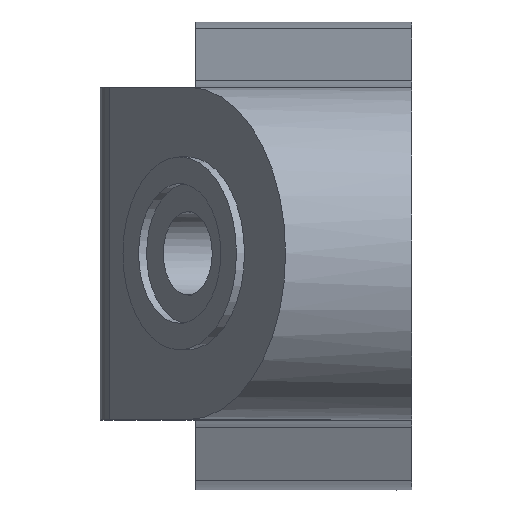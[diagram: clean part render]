
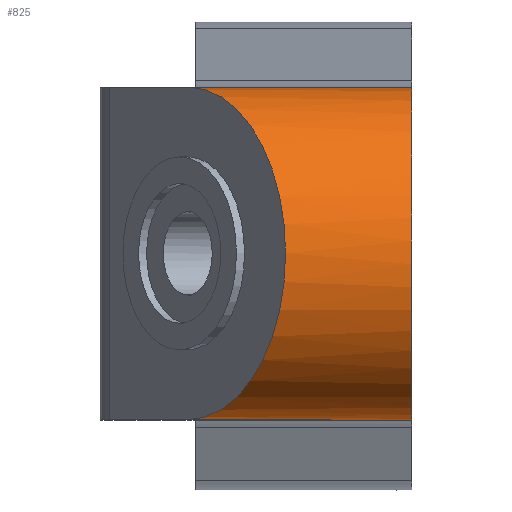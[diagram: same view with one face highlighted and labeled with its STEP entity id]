
A CAD part, top view. The second image highlights one B-rep face of the part: STEP entity #825.
In plain terms, the highlighted cylindrical face has radius 5 mm (diameter 10 mm), a partial arc.
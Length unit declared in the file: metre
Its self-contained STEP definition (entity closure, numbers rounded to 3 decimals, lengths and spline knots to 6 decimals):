
#13=ELLIPSE('',#895,0.00618,0.005);
#20=CYLINDRICAL_SURFACE('',#921,0.005);
#82=LINE('',#1382,#141);
#84=LINE('',#1388,#143);
#141=VECTOR('',#1100,1.);
#143=VECTOR('',#1106,1.);
#285=ORIENTED_EDGE('',*,*,#434,.T.);
#286=ORIENTED_EDGE('',*,*,#456,.T.);
#287=ORIENTED_EDGE('',*,*,#425,.T.);
#288=ORIENTED_EDGE('',*,*,#453,.F.);
#425=EDGE_CURVE('',#529,#532,#587,.T.);
#434=EDGE_CURVE('',#542,#541,#13,.F.);
#453=EDGE_CURVE('',#542,#532,#82,.T.);
#456=EDGE_CURVE('',#541,#529,#84,.T.);
#529=VERTEX_POINT('',#1325);
#532=VERTEX_POINT('',#1330);
#541=VERTEX_POINT('',#1349);
#542=VERTEX_POINT('',#1351);
#587=CIRCLE('',#890,0.005);
#651=EDGE_LOOP('',(#285,#286,#287,#288));
#730=FACE_BOUND('',#651,.T.);
#825=ADVANCED_FACE('',(#730),#20,.T.);
#890=AXIS2_PLACEMENT_3D('',#1331,#1047,#1048);
#895=AXIS2_PLACEMENT_3D('',#1350,#1062,#1063);
#921=AXIS2_PLACEMENT_3D('',#1404,#1130,#1131);
#1047=DIRECTION('',(0.809,0.,-0.588));
#1048=DIRECTION('',(-0.588,0.,-0.809));
#1062=DIRECTION('',(1.,0.,0.));
#1063=DIRECTION('',(0.,0.,1.));
#1100=DIRECTION('',(-0.809,0.,0.588));
#1106=DIRECTION('',(-0.809,0.,0.588));
#1130=DIRECTION('',(-0.809,0.,0.588));
#1131=DIRECTION('',(0.588,0.,0.809));
#1325=CARTESIAN_POINT('',(0.026764,0.005,0.060351));
#1330=CARTESIAN_POINT('',(0.026764,-0.005,0.060351));
#1331=CARTESIAN_POINT('',(0.026764,0.,0.060351));
#1349=CARTESIAN_POINT('',(0.0335,0.005,0.055457));
#1350=CARTESIAN_POINT('',(0.0335,0.,0.055457));
#1351=CARTESIAN_POINT('',(0.0335,-0.005,0.055457));
#1382=CARTESIAN_POINT('',(0.168377,-0.005,-0.042537));
#1388=CARTESIAN_POINT('',(0.168377,0.005,-0.042537));
#1404=CARTESIAN_POINT('',(0.168377,0.,-0.042537));
